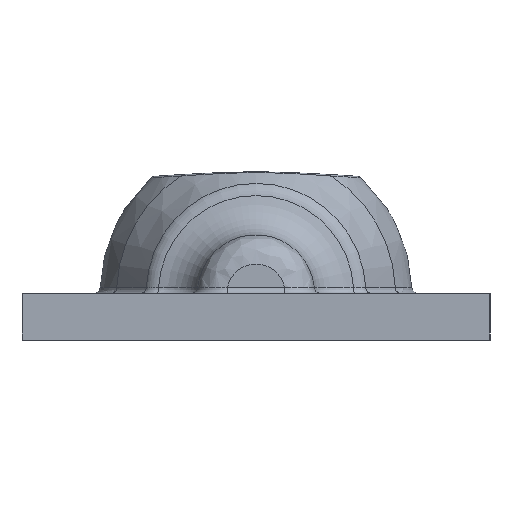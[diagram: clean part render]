
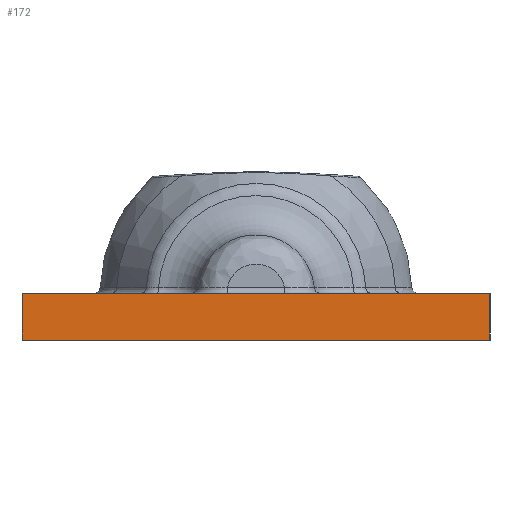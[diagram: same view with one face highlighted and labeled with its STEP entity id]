
A CAD part, left-side view. The second image highlights one B-rep face of the part: STEP entity #172.
In plain terms, the highlighted planar face has unit normal (-1, 0, 0).
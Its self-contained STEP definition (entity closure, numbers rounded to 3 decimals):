
#115=PLANE('',#827);
#123=LINE('',#1091,#147);
#128=LINE('',#1101,#152);
#130=LINE('',#1105,#154);
#131=LINE('',#1106,#155);
#147=VECTOR('',#896,1.);
#152=VECTOR('',#905,1.);
#154=VECTOR('',#909,1.);
#155=VECTOR('',#910,1.);
#172=ADVANCED_FACE('',(#247),#115,.F.);
#247=FACE_OUTER_BOUND('',#295,.T.);
#295=EDGE_LOOP('',(#401,#402,#403,#404));
#401=ORIENTED_EDGE('',*,*,#683,.T.);
#402=ORIENTED_EDGE('',*,*,#676,.F.);
#403=ORIENTED_EDGE('',*,*,#684,.F.);
#404=ORIENTED_EDGE('',*,*,#681,.T.);
#609=VERTEX_POINT('',#1085);
#612=VERTEX_POINT('',#1090);
#615=VERTEX_POINT('',#1100);
#616=VERTEX_POINT('',#1102);
#676=EDGE_CURVE('',#612,#609,#123,.T.);
#681=EDGE_CURVE('',#616,#615,#128,.T.);
#683=EDGE_CURVE('',#615,#609,#130,.T.);
#684=EDGE_CURVE('',#616,#612,#131,.T.);
#827=AXIS2_PLACEMENT_3D('',#1107,#911,#912);
#896=DIRECTION('',(0.,0.,1.));
#905=DIRECTION('',(0.,0.,1.));
#909=DIRECTION('',(0.,1.,0.));
#910=DIRECTION('',(0.,1.,0.));
#911=DIRECTION('',(1.,0.,0.));
#912=DIRECTION('',(0.,1.,0.));
#1085=CARTESIAN_POINT('',(0.,80.,0.));
#1090=CARTESIAN_POINT('',(0.,80.,-8.));
#1091=CARTESIAN_POINT('',(0.,80.,-8.));
#1100=CARTESIAN_POINT('',(0.,0.,0.));
#1101=CARTESIAN_POINT('',(0.,0.,-8.));
#1102=CARTESIAN_POINT('',(0.,0.,-8.));
#1105=CARTESIAN_POINT('',(0.,0.,0.));
#1106=CARTESIAN_POINT('',(0.,0.,-8.));
#1107=CARTESIAN_POINT('',(0.,0.,-8.));
